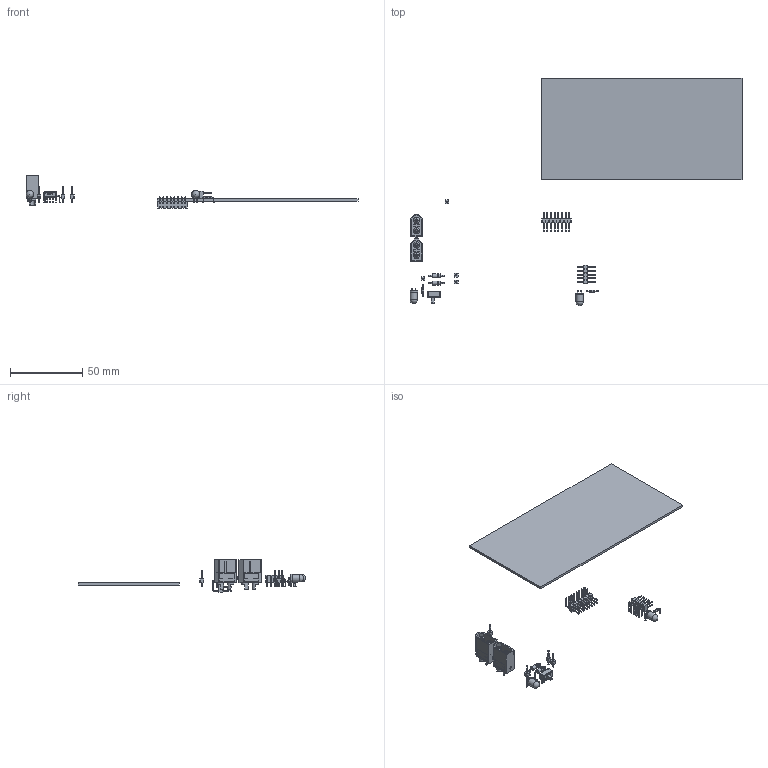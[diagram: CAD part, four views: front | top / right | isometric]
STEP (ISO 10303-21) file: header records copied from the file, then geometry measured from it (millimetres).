
FILE_DESCRIPTION(('KiCad electronic assembly'),'2;1');
FILE_NAME('PCB Principal V6.step','2024-08-20T22:48:34',('Pcbnew'),( 'Kicad'),'Open CASCADE STEP processor 7.7','KiCad to STEP converter' ,'Unknown');
FILE_SCHEMA(('AUTOMOTIVE_DESIGN { 1 0 10303 214 1 1 1 1 }'));
Length unit declared in the file: millimetre
Products named in the file (18): PCB Principal V6 1; SW_Slide_SPDT_Angled_CK_OS102011MA1Q; PinHeader_2x05_P2.54mm_Horizontal; PinHeader_2x05_P254mm_Horizontal; LED_D5.0mm_Horizontal_O1.27mm_Z3.0mm; PinHeader_1x01_P2.54mm_Vertical; PinHeader_1x01_P254mm_Vertical; AMASS_XT60-M_1x02_P7.2mm_Vertical; XT60 male v9; R_Axial_DIN0204_L3.6mm_D1.6mm_P7.62mm_Horizontal; R_Axial_DIN0204_L36mm_D16mm_P762mm_Horizontal; D_DO-41_SOD81_P10.16mm_Horizontal; PinHeader_2x08_P2.54mm_Horizontal; PinHeader_2x08_P254mm_Horizontal; PCB Principal V6_PCB
Assembly tree (24 placements, depth 3):
  PCB Principal V6 1
    SW_Slide_SPDT_Angled_CK_OS102011MA1Q
      SW_Slide_SPDT_Angled_CK_OS102011MA1Q
    PinHeader_2x05_P2.54mm_Horizontal
      PinHeader_2x05_P254mm_Horizontal
    LED_D5.0mm_Horizontal_O1.27mm_Z3.0mm  x2
      LED_D5.0mm_Horizontal_O1.27mm_Z3.0mm
    PinHeader_1x01_P2.54mm_Vertical  x4
      PinHeader_1x01_P254mm_Vertical
    AMASS_XT60-M_1x02_P7.2mm_Vertical  x2
      XT60 male v9
    R_Axial_DIN0204_L3.6mm_D1.6mm_P7.62mm_Horizontal  x2
      R_Axial_DIN0204_L36mm_D16mm_P762mm_Horizontal
    D_DO-41_SOD81_P10.16mm_Horizontal  x2
      D_DO-41_SOD81_P10.16mm_Horizontal
    PinHeader_2x08_P2.54mm_Horizontal
      PinHeader_2x08_P254mm_Horizontal
    PCB Principal V6_PCB
Bounding box: 230.05 x 157.32 x 22.78 mm (x, y, z)
Volume: 18879 mm3; surface area: 27585 mm2
Topology: 25 solids, 25 shells, 1341 faces, 3173 edges, 1970 vertices
Faces by surface type: plane 1181, cylinder 122, bspline 16, torus 12, cone 8, sphere 2
Full cylindrical faces by diameter (mm): 0.5 x8, 0.8 x8, 1.44 x2, 1.6 x4, 2.7 x4, 2.72 x2, 3 x4, 4.3 x8, 5 x2, 6 x4
Entity records: 36949 total; most frequent: CARTESIAN_POINT 5390, ORIENTED_EDGE 5052, DIRECTION 4890, EDGE_CURVE 2526, LINE 2302, VECTOR 2302, VERTEX_POINT 1562, AXIS2_PLACEMENT_3D 1294
